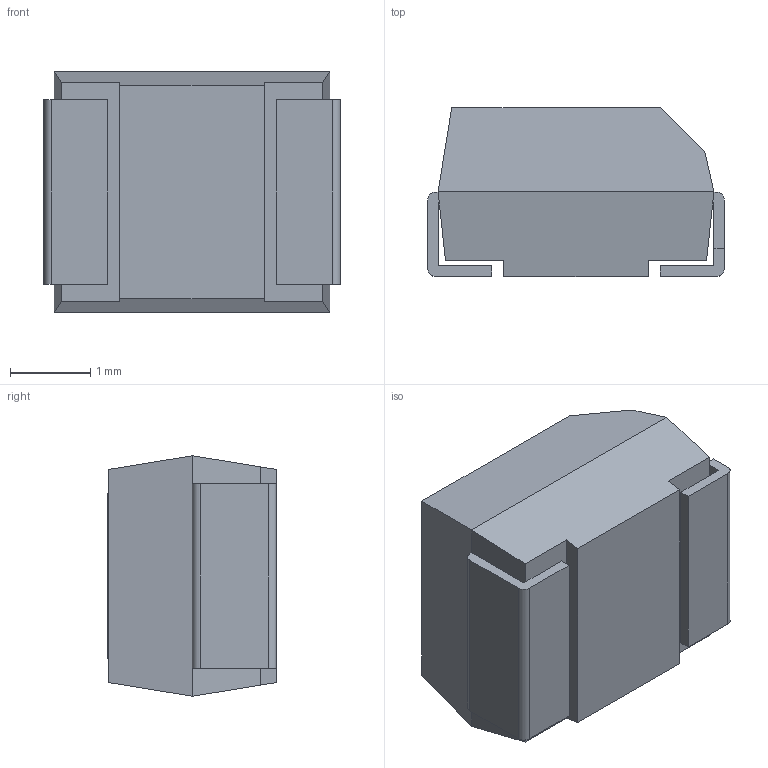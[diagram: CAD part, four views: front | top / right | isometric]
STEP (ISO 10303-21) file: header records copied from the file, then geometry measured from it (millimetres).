
FILE_DESCRIPTION (( 'STEP AP214' ), '1' );
FILE_NAME ('CTSM_T496B_3528_L3.7W3H2.1T0.13S0.8F2.3A1.9B0.55E2.2G1.8P0.35R1X0.2.STEP', '2020-01-30T22:34:22', ( '' ), ( '' ), 'SwSTEP 2.0', 'SolidWorks 2014', '' );
FILE_SCHEMA (( 'AUTOMOTIVE_DESIGN' ));
Length unit declared in the file: millimetre
Products named in the file (1): CTSM_T496B_3528_L3.7W3H2.1T0.13S0.8F2.3A1.9B0.55E2.2G1.8P0.35R1X0.2
Bounding box: 3.7 x 2.1 x 3 mm (x, y, z)
Volume: 19.3 mm3; surface area: 57.4 mm2
Topology: 4 solids, 4 shells, 98 faces, 262 edges, 172 vertices
Faces by surface type: plane 94, cylinder 4
Entity records: 3502 total; most frequent: CARTESIAN_POINT 533, ORIENTED_EDGE 524, DIRECTION 468, EDGE_CURVE 262, VECTOR 254, LINE 254, VERTEX_POINT 172, AXIS2_PLACEMENT_3D 107
